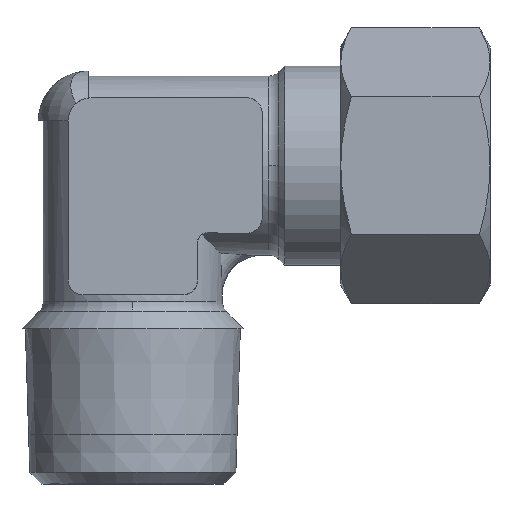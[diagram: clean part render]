
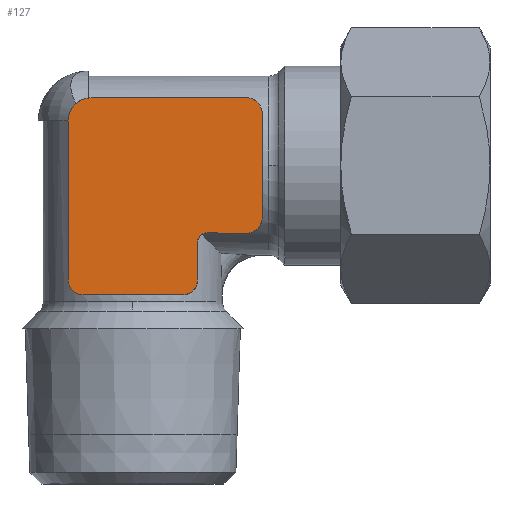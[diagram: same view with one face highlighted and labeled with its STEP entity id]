
A CAD part, top view. The second image highlights one B-rep face of the part: STEP entity #127.
In plain terms, the highlighted planar face has unit normal (0, 0, 1).
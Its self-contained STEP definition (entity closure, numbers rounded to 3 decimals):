
#127=ADVANCED_FACE('',(#314),#315,.T.);
#314=FACE_OUTER_BOUND('',#526,.T.);
#315=PLANE('',#527);
#526=EDGE_LOOP('',(#1212,#1213,#1214,#1215,#1216,#1217,#1218,#1219,#1220,#1221,#1222,#1223,#1224,#1225,#1226));
#527=AXIS2_PLACEMENT_3D('',#1227,#1228,#1229);
#1212=ORIENTED_EDGE('',*,*,#1468,.F.);
#1213=ORIENTED_EDGE('',*,*,#1580,.F.);
#1214=ORIENTED_EDGE('',*,*,#1634,.F.);
#1215=ORIENTED_EDGE('',*,*,#1627,.F.);
#1216=ORIENTED_EDGE('',*,*,#1622,.F.);
#1217=ORIENTED_EDGE('',*,*,#1617,.F.);
#1218=ORIENTED_EDGE('',*,*,#1612,.F.);
#1219=ORIENTED_EDGE('',*,*,#1607,.F.);
#1220=ORIENTED_EDGE('',*,*,#1601,.F.);
#1221=ORIENTED_EDGE('',*,*,#1597,.F.);
#1222=ORIENTED_EDGE('',*,*,#1593,.F.);
#1223=ORIENTED_EDGE('',*,*,#1589,.F.);
#1224=ORIENTED_EDGE('',*,*,#1460,.F.);
#1225=ORIENTED_EDGE('',*,*,#1587,.F.);
#1226=ORIENTED_EDGE('',*,*,#1583,.F.);
#1227=CARTESIAN_POINT('',(2.706,29.442,9.5));
#1228=DIRECTION('',(0.0,0.0,1.0));
#1229=DIRECTION('',(1.0,0.0,0.0));
#1460=EDGE_CURVE('',#1771,#1767,#1773,.T.);
#1468=EDGE_CURVE('',#1787,#1783,#1789,.T.);
#1580=EDGE_CURVE('',#1964,#1787,#1966,.T.);
#1583=EDGE_CURVE('',#1783,#1970,#1971,.T.);
#1587=EDGE_CURVE('',#1970,#1771,#1976,.T.);
#1589=EDGE_CURVE('',#1767,#1978,#1979,.T.);
#1593=EDGE_CURVE('',#1978,#1984,#1985,.T.);
#1597=EDGE_CURVE('',#1984,#1990,#1991,.T.);
#1601=EDGE_CURVE('',#1990,#1996,#1997,.T.);
#1607=EDGE_CURVE('',#1996,#2006,#2007,.T.);
#1612=EDGE_CURVE('',#2006,#2014,#2015,.T.);
#1617=EDGE_CURVE('',#2014,#2022,#2023,.T.);
#1622=EDGE_CURVE('',#2022,#2030,#2031,.T.);
#1627=EDGE_CURVE('',#2030,#2038,#2039,.T.);
#1634=EDGE_CURVE('',#2038,#1964,#2048,.T.);
#1767=VERTEX_POINT('',#2287);
#1771=VERTEX_POINT('',#2305);
#1773=CIRCLE('',#2308,1.583);
#1783=VERTEX_POINT('',#2333);
#1787=VERTEX_POINT('',#2351);
#1789=CIRCLE('',#2354,1.583);
#1964=VERTEX_POINT('',#3091);
#1966=LINE('',#3094,#3095);
#1970=VERTEX_POINT('',#3101);
#1971=CIRCLE('',#3102,1.583);
#1976=LINE('',#3109,#3110);
#1978=VERTEX_POINT('',#3113);
#1979=CIRCLE('',#3114,1.583);
#1984=VERTEX_POINT('',#3121);
#1985=LINE('',#3122,#3123);
#1990=VERTEX_POINT('',#3131);
#1991=LINE('',#3132,#3133);
#1996=VERTEX_POINT('',#3141);
#1997=CIRCLE('',#3142,0.992);
#2006=VERTEX_POINT('',#3165);
#2007=LINE('',#3166,#3167);
#2014=VERTEX_POINT('',#3193);
#2015=CIRCLE('',#3194,1.5);
#2022=VERTEX_POINT('',#3203);
#2023=LINE('',#3204,#3205);
#2030=VERTEX_POINT('',#3230);
#2031=CIRCLE('',#3231,1.5);
#2038=VERTEX_POINT('',#3241);
#2039=LINE('',#3242,#3243);
#2048=CIRCLE('',#3259,2.341);
#2287=CARTESIAN_POINT('',(13.001,26.775,9.5));
#2305=CARTESIAN_POINT('',(13.0,26.824,9.5));
#2308=AXIS2_PLACEMENT_3D('',#3480,#3481,#3482);
#2333=CARTESIAN_POINT('',(13.001,37.225,9.5));
#2351=CARTESIAN_POINT('',(11.5,38.806,9.5));
#2354=AXIS2_PLACEMENT_3D('',#3490,#3491,#3492);
#3091=CARTESIAN_POINT('',(-4.2,38.806,9.5));
#3094=CARTESIAN_POINT('',(-4.2,38.806,9.5));
#3095=VECTOR('',#3648,1.0);
#3101=CARTESIAN_POINT('',(13.0,37.176,9.5));
#3102=AXIS2_PLACEMENT_3D('',#3651,#3652,#3653);
#3109=CARTESIAN_POINT('',(13.0,37.176,9.5));
#3110=VECTOR('',#3659,1.0);
#3113=CARTESIAN_POINT('',(11.5,25.194,9.5));
#3114=AXIS2_PLACEMENT_3D('',#3661,#3662,#3663);
#3121=CARTESIAN_POINT('',(9.832,25.194,9.5));
#3122=CARTESIAN_POINT('',(9.832,25.194,9.5));
#3123=VECTOR('',#3669,1.0);
#3131=CARTESIAN_POINT('',(7.5,25.234,9.5));
#3132=CARTESIAN_POINT('',(7.5,25.234,9.5));
#3133=VECTOR('',#3673,1.0);
#3141=CARTESIAN_POINT('',(6.5,24.369,9.5));
#3142=AXIS2_PLACEMENT_3D('',#3677,#3678,#3679);
#3165=CARTESIAN_POINT('',(6.5,20.5,9.5));
#3166=CARTESIAN_POINT('',(6.5,20.5,9.5));
#3167=VECTOR('',#3686,1.0);
#3193=CARTESIAN_POINT('',(5.0,19.,9.5));
#3194=AXIS2_PLACEMENT_3D('',#3690,#3691,#3692);
#3203=CARTESIAN_POINT('',(-5.0,19.,9.5));
#3204=CARTESIAN_POINT('',(-5.0,19.,9.5));
#3205=VECTOR('',#3701,1.0);
#3230=CARTESIAN_POINT('',(-6.5,20.5,9.5));
#3231=AXIS2_PLACEMENT_3D('',#3705,#3706,#3707);
#3241=CARTESIAN_POINT('',(-6.5,36.47,9.5));
#3242=CARTESIAN_POINT('',(-6.5,20.5,9.5));
#3243=VECTOR('',#3714,1.0);
#3259=AXIS2_PLACEMENT_3D('',#3722,#3723,#3724);
#3480=CARTESIAN_POINT('',(11.417,26.775,9.5));
#3481=DIRECTION('',(0.0,0.0,-1.0));
#3482=DIRECTION('',(1.0,0.0,0.0));
#3490=CARTESIAN_POINT('',(11.417,37.225,9.5));
#3491=DIRECTION('',(0.0,0.0,-1.0));
#3492=DIRECTION('',(1.0,0.0,0.0));
#3648=DIRECTION('',(1.0,0.0,0.0));
#3651=CARTESIAN_POINT('',(11.417,37.225,9.5));
#3652=DIRECTION('',(0.0,0.0,-1.0));
#3653=DIRECTION('',(1.0,0.0,0.0));
#3659=DIRECTION('',(0.0,-1.0,0.0));
#3661=CARTESIAN_POINT('',(11.417,26.775,9.5));
#3662=DIRECTION('',(0.0,0.0,-1.0));
#3663=DIRECTION('',(1.0,0.0,0.0));
#3669=DIRECTION('',(-1.0,0.,-0.0));
#3673=DIRECTION('',(-1.,0.017,0.0));
#3677=CARTESIAN_POINT('',(7.484,24.242,9.5));
#3678=DIRECTION('',(0.0,0.0,1.0));
#3679=DIRECTION('',(1.0,0.0,0.0));
#3686=DIRECTION('',(-0.0,-1.0,-0.0));
#3690=CARTESIAN_POINT('',(5.0,20.5,9.5));
#3691=DIRECTION('',(0.0,0.0,-1.0));
#3692=DIRECTION('',(1.0,0.0,0.0));
#3701=DIRECTION('',(-1.0,-0.0,-0.0));
#3705=CARTESIAN_POINT('',(-5.0,20.5,9.5));
#3706=DIRECTION('',(0.0,0.0,-1.0));
#3707=DIRECTION('',(1.0,0.0,0.0));
#3714=DIRECTION('',(0.0,1.0,0.0));
#3722=CARTESIAN_POINT('',(-4.159,36.466,9.5));
#3723=DIRECTION('',(0.0,0.0,-1.0));
#3724=DIRECTION('',(1.0,0.0,0.0));
